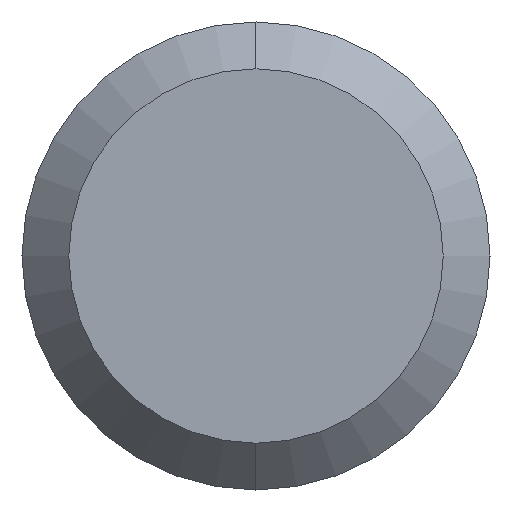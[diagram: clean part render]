
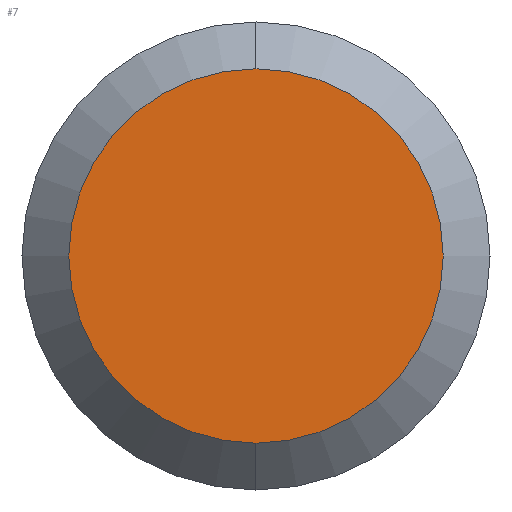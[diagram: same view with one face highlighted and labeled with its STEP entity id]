
A CAD part, left-side view. The second image highlights one B-rep face of the part: STEP entity #7.
In plain terms, the highlighted planar face has unit normal (-1, 0, 0).
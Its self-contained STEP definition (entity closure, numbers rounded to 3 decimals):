
#7 = ADVANCED_FACE ( 'NONE', ( #21 ), #490, .F. ) ;
#21 = FACE_OUTER_BOUND ( 'NONE', #274, .T. ) ;
#28 = CIRCLE ( 'NONE', #257, 4. ) ;
#37 = DIRECTION ( 'NONE',  ( 0., 0., -1. ) ) ;
#57 = ORIENTED_EDGE ( 'NONE', *, *, #227, .T. ) ;
#77 = AXIS2_PLACEMENT_3D ( 'NONE', #336, #254, #296 ) ;
#93 = ORIENTED_EDGE ( 'NONE', *, *, #253, .T. ) ;
#94 = CARTESIAN_POINT ( 'NONE',  ( 0., 0., -4. ) ) ;
#102 = DIRECTION ( 'NONE',  ( 1., 0., 0. ) ) ;
#210 = CARTESIAN_POINT ( 'NONE',  ( 0., 0., 0. ) ) ;
#227 = EDGE_CURVE ( 'NONE', #355, #361, #28, .T. ) ;
#253 = EDGE_CURVE ( 'NONE', #361, #355, #367, .T. ) ;
#254 = DIRECTION ( 'NONE',  ( -1., 0., 0. ) ) ;
#257 = AXIS2_PLACEMENT_3D ( 'NONE', #210, #399, #258 ) ;
#258 = DIRECTION ( 'NONE',  ( 0., 0., 1. ) ) ;
#274 = EDGE_LOOP ( 'NONE', ( #57, #93 ) ) ;
#296 = DIRECTION ( 'NONE',  ( 0., 0., 1. ) ) ;
#336 = CARTESIAN_POINT ( 'NONE',  ( 0., 0., 0. ) ) ;
#341 = CARTESIAN_POINT ( 'NONE',  ( 0., 0., 4. ) ) ;
#355 = VERTEX_POINT ( 'NONE', #94 ) ;
#361 = VERTEX_POINT ( 'NONE', #341 ) ;
#367 = CIRCLE ( 'NONE', #77, 4. ) ;
#376 = AXIS2_PLACEMENT_3D ( 'NONE', #453, #102, #37 ) ;
#399 = DIRECTION ( 'NONE',  ( -1., 0., 0. ) ) ;
#453 = CARTESIAN_POINT ( 'NONE',  ( 0., 4., 0. ) ) ;
#490 = PLANE ( 'NONE',  #376 ) ;
